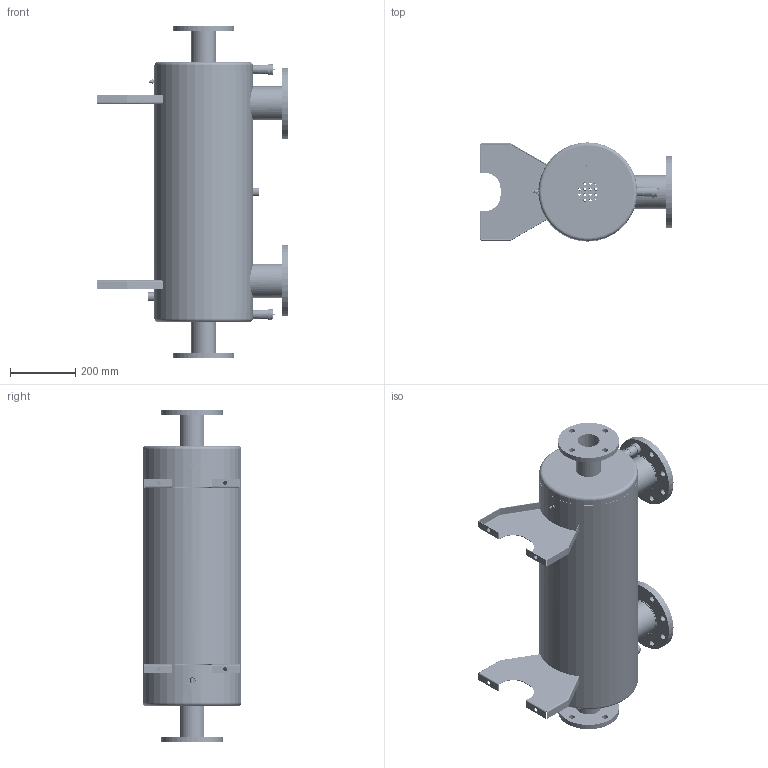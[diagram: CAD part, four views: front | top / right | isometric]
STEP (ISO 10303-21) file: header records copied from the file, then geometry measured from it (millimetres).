
FILE_DESCRIPTION (( 'STEP AP203' ), '1' );
FILE_NAME ('眛.500.STEP', '2025-05-20T11:21:56', ( '' ), ( '' ), 'SwSTEP 2.0', 'SolidWorks 2022', '' );
FILE_SCHEMA (( 'CONFIG_CONTROL_DESIGN' ));
Length unit declared in the file: millimetre
Products named in the file (23): ТО.500.001.01.000СБ - Основание корпуса; ТО.300.001.01.003 - Трубка; УФУ100.001.02.001 - Фланец Ду100; ТО.200.001.02.002 - Патрубок; Гайка M4 А2 DIN934; Болт М6х10 DIN6921; Шайба 4 А2 DIN127; ТО.500.001.01.003 - Фланец; ТО.500.001.01.010СБ - Фланец в сборе; Кран Маевского; ТО.200.001.02.003 - Фланец ДУ65; Шайба 4,3 А2 DIN125; УФУ100.001.00.003 - Муфта G 1_2; ТО.200.001.00.001 - Опора; ТО.200.001.02.001 - Чашка; ФГ.12.001.02.002 - Муфта G1_2; ТО.500; ТО.200.001.01.001 - Обечайка; ТО.500.001.00.000СБ - Корпус; ТО.200.001.02.000СБ - Чашка в сборе; ТО.200.001.01.011 - Обечайка
Assembly tree (220 placements, depth 5):
  ТО.500
    ТО.500.001.00.000СБ - Корпус
      ТО.500.001.01.000СБ - Основание корпуса
        ТО.200.001.01.001 - Обечайка
        ТО.300.001.01.003 - Трубка  x190
        ТО.500.001.01.003 - Фланец  x2
        ТО.500.001.01.010СБ - Фланец в сборе  x2
          ТО.200.001.01.011 - Обечайка
          УФУ100.001.02.001 - Фланец Ду100
        УФУ100.001.00.003 - Муфта G 1_2  x2
      ТО.200.001.02.000СБ - Чашка в сборе
        ТО.200.001.02.002 - Патрубок
        ТО.200.001.02.001 - Чашка
        ТО.200.001.02.003 - Фланец ДУ65
      ТО.200.001.02.000СБ - Чашка в сборе
        ТО.200.001.02.002 - Патрубок
        ТО.200.001.02.001 - Чашка
        ТО.200.001.02.003 - Фланец ДУ65
      ФГ.12.001.02.002 - Муфта G1_2  x2
      ТО.200.001.00.001 - Опора  x2
      Болт М6х10 DIN6921
    Гайка M4 А2 DIN934
    Шайба 4 А2 DIN127
    Шайба 4,3 А2 DIN125  x2
    Кран Маевского  x2
Bounding box: 591.8 x 304 x 1021 mm (x, y, z)
Volume: 8430247 mm3; surface area: 10708690.9 mm2
Topology: 218 solids, 218 shells, 1902 faces, 4381 edges, 2938 vertices
Faces by surface type: cylinder 899, plane 559, cone 408, torus 20, bspline 16
Full cylindrical faces by diameter (mm): 3.3 x1, 4.3 x2, 6 x1, 8 x192, 9 x2, 10 x190, 10.2 x380, 13 x4, 14.2 x1, 18 x24, 18.63 x2, 18.631 x2, 21 x2, 24 x2, 24.1 x2, 27 x4, 30 x2, 32 x2, 36 x2, 68 x2, 68.1 x2, 72 x8, 76.1 x2, 100 x2, 103 x2, 104 x2, 109 x2, 117 x2, 188 x2, 220 x2
Entity records: 22867 total; most frequent: CARTESIAN_POINT 4250, DIRECTION 2498, ORIENTED_EDGE 1512, AXIS2_PLACEMENT_3D 1177, EDGE_LOOP 1142, EDGE_CURVE 756, FACE_OUTER_BOUND 674, VERTEX_POINT 656
